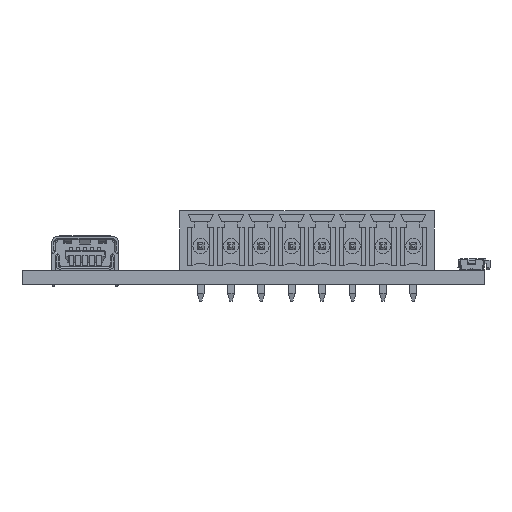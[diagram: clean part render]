
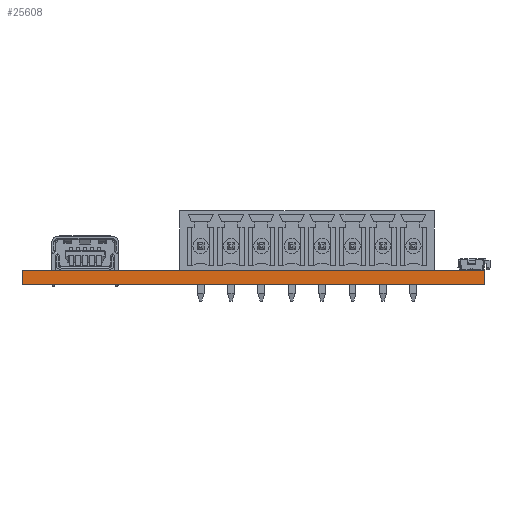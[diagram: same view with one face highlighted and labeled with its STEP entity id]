
A CAD part, left-side view. The second image highlights one B-rep face of the part: STEP entity #25608.
In plain terms, the highlighted planar face has unit normal (-1, 0, 0).
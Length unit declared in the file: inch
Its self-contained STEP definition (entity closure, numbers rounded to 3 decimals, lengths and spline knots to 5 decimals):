
#680 = VERTEX_POINT ( 'NONE', #6918 ) ;
#682 = EDGE_CURVE ( 'NONE', #4426, #680, #12123, .T. ) ;
#1980 = CARTESIAN_POINT ( 'NONE',  ( 7., 5., 0.065 ) ) ;
#2522 = VERTEX_POINT ( 'NONE', #1980 ) ;
#2799 = PLANE ( 'NONE',  #38563 ) ;
#3776 = CARTESIAN_POINT ( 'NONE',  ( 7., 5., 0. ) ) ;
#4001 = EDGE_CURVE ( 'NONE', #2522, #24035, #34825, .T. ) ;
#4426 = VERTEX_POINT ( 'NONE', #18858 ) ;
#5607 = CARTESIAN_POINT ( 'NONE',  ( 7., 5., 0. ) ) ;
#5862 = ORIENTED_EDGE ( 'NONE', *, *, #4001, .F. ) ;
#5954 = CARTESIAN_POINT ( 'NONE',  ( 7., 5., 0.065 ) ) ;
#6078 = ORIENTED_EDGE ( 'NONE', *, *, #16508, .F. ) ;
#6400 = VECTOR ( 'NONE', #33659, 39.37008 ) ;
#6918 = CARTESIAN_POINT ( 'NONE',  ( 7., 7.1, 0. ) ) ;
#7062 = CARTESIAN_POINT ( 'NONE',  ( 7., 7.1, 0.065 ) ) ;
#8823 = EDGE_CURVE ( 'NONE', #680, #24035, #14660, .T. ) ;
#8937 = DIRECTION ( 'NONE',  ( 0., -1., 0. ) ) ;
#9054 = DIRECTION ( 'NONE',  ( 1., 0., 0. ) ) ;
#12123 = LINE ( 'NONE', #7062, #19401 ) ;
#14660 = LINE ( 'NONE', #5607, #6400 ) ;
#16508 = EDGE_CURVE ( 'NONE', #4426, #2522, #27801, .T. ) ;
#17544 = VECTOR ( 'NONE', #8937, 39.37008 ) ;
#18214 = VECTOR ( 'NONE', #38502, 39.37008 ) ;
#18314 = CARTESIAN_POINT ( 'NONE',  ( 7., 5., 0.065 ) ) ;
#18420 = ORIENTED_EDGE ( 'NONE', *, *, #8823, .T. ) ;
#18858 = CARTESIAN_POINT ( 'NONE',  ( 7., 7.1, 0.065 ) ) ;
#19401 = VECTOR ( 'NONE', #25959, 39.37008 ) ;
#19718 = EDGE_LOOP ( 'NONE', ( #18420, #5862, #6078, #24254 ) ) ;
#24035 = VERTEX_POINT ( 'NONE', #3776 ) ;
#24254 = ORIENTED_EDGE ( 'NONE', *, *, #682, .T. ) ;
#25608 = ADVANCED_FACE ( 'NONE', ( #27203 ), #2799, .F. ) ;
#25959 = DIRECTION ( 'NONE',  ( 0., 0., -1. ) ) ;
#27203 = FACE_OUTER_BOUND ( 'NONE', #19718, .T. ) ;
#27801 = LINE ( 'NONE', #18314, #17544 ) ;
#30877 = DIRECTION ( 'NONE',  ( 0., 0., -1. ) ) ;
#32426 = CARTESIAN_POINT ( 'NONE',  ( 7., 5., 0.065 ) ) ;
#33659 = DIRECTION ( 'NONE',  ( 0., -1., 0. ) ) ;
#34825 = LINE ( 'NONE', #32426, #18214 ) ;
#38502 = DIRECTION ( 'NONE',  ( 0., 0., -1. ) ) ;
#38563 = AXIS2_PLACEMENT_3D ( 'NONE', #5954, #9054, #30877 ) ;
